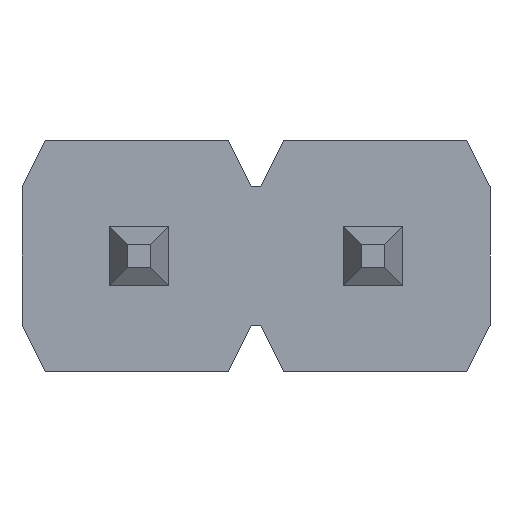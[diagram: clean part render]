
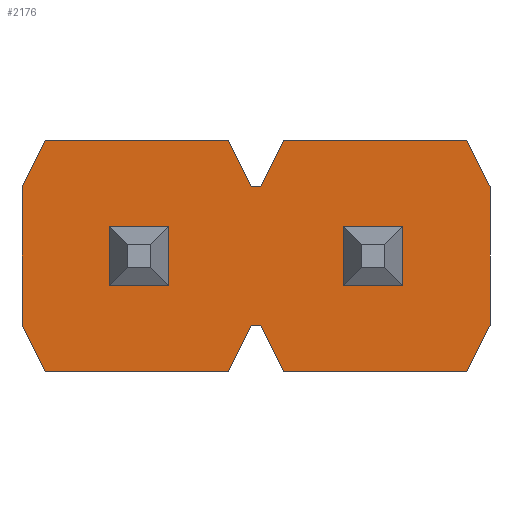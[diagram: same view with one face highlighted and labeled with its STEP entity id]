
A CAD part, front view. The second image highlights one B-rep face of the part: STEP entity #2176.
In plain terms, the highlighted planar face has unit normal (0, -1, 0).
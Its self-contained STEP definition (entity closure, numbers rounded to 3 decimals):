
#609=DIRECTION('',(1.,0.,0.));
#610=VECTOR('',#609,0.65);
#611=CARTESIAN_POINT('',(0.945,-1.,-0.325));
#612=LINE('',#611,#610);
#613=DIRECTION('',(0.,0.,1.));
#614=VECTOR('',#613,0.65);
#615=CARTESIAN_POINT('',(1.595,-1.,-0.325));
#616=LINE('',#615,#614);
#617=DIRECTION('',(1.,0.,0.));
#618=VECTOR('',#617,0.65);
#619=CARTESIAN_POINT('',(0.945,-1.,0.325));
#620=LINE('',#619,#618);
#621=DIRECTION('',(0.,0.,1.));
#622=VECTOR('',#621,0.65);
#623=CARTESIAN_POINT('',(0.945,-1.,-0.325));
#624=LINE('',#623,#622);
#625=DIRECTION('',(1.,0.,0.));
#626=VECTOR('',#625,0.65);
#627=CARTESIAN_POINT('',(-1.595,-1.,-0.325));
#628=LINE('',#627,#626);
#629=DIRECTION('',(0.,0.,1.));
#630=VECTOR('',#629,0.65);
#631=CARTESIAN_POINT('',(-0.945,-1.,-0.325));
#632=LINE('',#631,#630);
#633=DIRECTION('',(1.,0.,0.));
#634=VECTOR('',#633,0.65);
#635=CARTESIAN_POINT('',(-1.595,-1.,0.325));
#636=LINE('',#635,#634);
#637=DIRECTION('',(0.,0.,1.));
#638=VECTOR('',#637,0.65);
#639=CARTESIAN_POINT('',(-1.595,-1.,-0.325));
#640=LINE('',#639,#638);
#641=DIRECTION('',(0.447,0.,0.894));
#642=VECTOR('',#641,0.559);
#643=CARTESIAN_POINT('',(-0.3,-1.,-1.25));
#644=LINE('',#643,#642);
#645=DIRECTION('',(1.,0.,0.));
#646=VECTOR('',#645,1.99);
#647=CARTESIAN_POINT('',(-2.29,-1.,-1.25));
#648=LINE('',#647,#646);
#649=DIRECTION('',(0.447,0.,-0.894));
#650=VECTOR('',#649,0.559);
#651=CARTESIAN_POINT('',(-2.54,-1.,-0.75));
#652=LINE('',#651,#650);
#653=DIRECTION('',(0.,0.,-1.));
#654=VECTOR('',#653,1.5);
#655=CARTESIAN_POINT('',(-2.54,-1.,0.75));
#656=LINE('',#655,#654);
#657=DIRECTION('',(-0.447,0.,-0.894));
#658=VECTOR('',#657,0.559);
#659=CARTESIAN_POINT('',(-2.29,-1.,1.25));
#660=LINE('',#659,#658);
#661=DIRECTION('',(-1.,0.,0.));
#662=VECTOR('',#661,1.99);
#663=CARTESIAN_POINT('',(-0.3,-1.,1.25));
#664=LINE('',#663,#662);
#665=DIRECTION('',(-0.447,0.,0.894));
#666=VECTOR('',#665,0.559);
#667=CARTESIAN_POINT('',(-0.05,-1.,0.75));
#668=LINE('',#667,#666);
#669=DIRECTION('',(-1.,0.,0.));
#670=VECTOR('',#669,0.1);
#671=CARTESIAN_POINT('',(0.05,-1.,0.75));
#672=LINE('',#671,#670);
#673=DIRECTION('',(-0.447,0.,-0.894));
#674=VECTOR('',#673,0.559);
#675=CARTESIAN_POINT('',(0.3,-1.,1.25));
#676=LINE('',#675,#674);
#677=DIRECTION('',(-1.,0.,0.));
#678=VECTOR('',#677,1.99);
#679=CARTESIAN_POINT('',(2.29,-1.,1.25));
#680=LINE('',#679,#678);
#681=DIRECTION('',(-0.447,0.,0.894));
#682=VECTOR('',#681,0.559);
#683=CARTESIAN_POINT('',(2.54,-1.,0.75));
#684=LINE('',#683,#682);
#685=DIRECTION('',(0.,0.,1.));
#686=VECTOR('',#685,1.5);
#687=CARTESIAN_POINT('',(2.54,-1.,-0.75));
#688=LINE('',#687,#686);
#689=DIRECTION('',(0.447,0.,0.894));
#690=VECTOR('',#689,0.559);
#691=CARTESIAN_POINT('',(2.29,-1.,-1.25));
#692=LINE('',#691,#690);
#693=DIRECTION('',(1.,0.,0.));
#694=VECTOR('',#693,1.99);
#695=CARTESIAN_POINT('',(0.3,-1.,-1.25));
#696=LINE('',#695,#694);
#697=DIRECTION('',(0.447,0.,-0.894));
#698=VECTOR('',#697,0.559);
#699=CARTESIAN_POINT('',(0.05,-1.,-0.75));
#700=LINE('',#699,#698);
#701=DIRECTION('',(1.,0.,0.));
#702=VECTOR('',#701,0.1);
#703=CARTESIAN_POINT('',(-0.05,-1.,-0.75));
#704=LINE('',#703,#702);
#913=CARTESIAN_POINT('',(-2.54,-1.,0.75));
#914=CARTESIAN_POINT('',(-2.54,-1.,-0.75));
#915=VERTEX_POINT('',#913);
#916=VERTEX_POINT('',#914);
#917=CARTESIAN_POINT('',(-2.29,-1.,-1.25));
#918=VERTEX_POINT('',#917);
#919=CARTESIAN_POINT('',(2.29,-1.,-1.25));
#920=CARTESIAN_POINT('',(2.54,-1.,-0.75));
#921=VERTEX_POINT('',#919);
#922=VERTEX_POINT('',#920);
#923=CARTESIAN_POINT('',(2.54,-1.,0.75));
#924=VERTEX_POINT('',#923);
#925=CARTESIAN_POINT('',(2.29,-1.,1.25));
#926=VERTEX_POINT('',#925);
#927=CARTESIAN_POINT('',(-2.29,-1.,1.25));
#928=VERTEX_POINT('',#927);
#937=CARTESIAN_POINT('',(-0.3,-1.,-1.25));
#938=CARTESIAN_POINT('',(-0.05,-1.,-0.75));
#939=VERTEX_POINT('',#937);
#940=VERTEX_POINT('',#938);
#941=CARTESIAN_POINT('',(0.05,-1.,-0.75));
#942=VERTEX_POINT('',#941);
#943=CARTESIAN_POINT('',(0.3,-1.,-1.25));
#944=VERTEX_POINT('',#943);
#949=CARTESIAN_POINT('',(0.3,-1.,1.25));
#950=VERTEX_POINT('',#949);
#951=CARTESIAN_POINT('',(-0.3,-1.,1.25));
#952=VERTEX_POINT('',#951);
#977=CARTESIAN_POINT('',(0.945,-1.,-0.325));
#978=CARTESIAN_POINT('',(1.595,-1.,-0.325));
#979=VERTEX_POINT('',#977);
#980=VERTEX_POINT('',#978);
#981=CARTESIAN_POINT('',(0.945,-1.,0.325));
#982=CARTESIAN_POINT('',(1.595,-1.,0.325));
#983=VERTEX_POINT('',#981);
#984=VERTEX_POINT('',#982);
#1037=CARTESIAN_POINT('',(0.05,-1.,0.75));
#1038=VERTEX_POINT('',#1037);
#1039=CARTESIAN_POINT('',(-0.05,-1.,0.75));
#1040=VERTEX_POINT('',#1039);
#1145=CARTESIAN_POINT('',(-1.595,-1.,-0.325));
#1146=CARTESIAN_POINT('',(-0.945,-1.,-0.325));
#1147=VERTEX_POINT('',#1145);
#1148=VERTEX_POINT('',#1146);
#1149=CARTESIAN_POINT('',(-1.595,-1.,0.325));
#1150=CARTESIAN_POINT('',(-0.945,-1.,0.325));
#1151=VERTEX_POINT('',#1149);
#1152=VERTEX_POINT('',#1150);
#2121=CARTESIAN_POINT('',(0.,-1.,0.));
#2122=DIRECTION('',(0.,-1.,0.));
#2123=DIRECTION('',(1.,0.,0.));
#2124=AXIS2_PLACEMENT_3D('',#2121,#2122,#2123);
#2125=PLANE('',#2124);
#2127=ORIENTED_EDGE('',*,*,#2126,.F.);
#2129=ORIENTED_EDGE('',*,*,#2128,.F.);
#2131=ORIENTED_EDGE('',*,*,#2130,.F.);
#2133=ORIENTED_EDGE('',*,*,#2132,.F.);
#2135=ORIENTED_EDGE('',*,*,#2134,.F.);
#2137=ORIENTED_EDGE('',*,*,#2136,.F.);
#2139=ORIENTED_EDGE('',*,*,#2138,.F.);
#2141=ORIENTED_EDGE('',*,*,#2140,.F.);
#2143=ORIENTED_EDGE('',*,*,#2142,.F.);
#2145=ORIENTED_EDGE('',*,*,#2144,.F.);
#2147=ORIENTED_EDGE('',*,*,#2146,.F.);
#2149=ORIENTED_EDGE('',*,*,#2148,.F.);
#2151=ORIENTED_EDGE('',*,*,#2150,.F.);
#2153=ORIENTED_EDGE('',*,*,#2152,.F.);
#2155=ORIENTED_EDGE('',*,*,#2154,.F.);
#2157=ORIENTED_EDGE('',*,*,#2156,.F.);
#2158=EDGE_LOOP('',(#2127,#2129,#2131,#2133,#2135,#2137,#2139,#2141,#2143,#2145,
#2147,#2149,#2151,#2153,#2155,#2157));
#2159=FACE_OUTER_BOUND('',#2158,.F.);
#2161=ORIENTED_EDGE('',*,*,#2160,.T.);
#2163=ORIENTED_EDGE('',*,*,#2162,.T.);
#2165=ORIENTED_EDGE('',*,*,#2164,.F.);
#2167=ORIENTED_EDGE('',*,*,#2166,.F.);
#2168=EDGE_LOOP('',(#2161,#2163,#2165,#2167));
#2169=FACE_BOUND('',#2168,.F.);
#2170=ORIENTED_EDGE('',*,*,#1893,.T.);
#2171=ORIENTED_EDGE('',*,*,#1952,.T.);
#2172=ORIENTED_EDGE('',*,*,#1981,.F.);
#2173=ORIENTED_EDGE('',*,*,#2047,.F.);
#2174=EDGE_LOOP('',(#2170,#2171,#2172,#2173));
#2175=FACE_BOUND('',#2174,.F.);
#2176=ADVANCED_FACE('',(#2159,#2169,#2175),#2125,.T.);
#1893=EDGE_CURVE('',#979,#980,#612,.T.);
#1952=EDGE_CURVE('',#980,#984,#616,.T.);
#1981=EDGE_CURVE('',#983,#984,#620,.T.);
#2047=EDGE_CURVE('',#979,#983,#624,.T.);
#2126=EDGE_CURVE('',#939,#940,#644,.T.);
#2128=EDGE_CURVE('',#918,#939,#648,.T.);
#2130=EDGE_CURVE('',#916,#918,#652,.T.);
#2132=EDGE_CURVE('',#915,#916,#656,.T.);
#2134=EDGE_CURVE('',#928,#915,#660,.T.);
#2136=EDGE_CURVE('',#952,#928,#664,.T.);
#2138=EDGE_CURVE('',#1040,#952,#668,.T.);
#2140=EDGE_CURVE('',#1038,#1040,#672,.T.);
#2142=EDGE_CURVE('',#950,#1038,#676,.T.);
#2144=EDGE_CURVE('',#926,#950,#680,.T.);
#2146=EDGE_CURVE('',#924,#926,#684,.T.);
#2148=EDGE_CURVE('',#922,#924,#688,.T.);
#2150=EDGE_CURVE('',#921,#922,#692,.T.);
#2152=EDGE_CURVE('',#944,#921,#696,.T.);
#2154=EDGE_CURVE('',#942,#944,#700,.T.);
#2156=EDGE_CURVE('',#940,#942,#704,.T.);
#2160=EDGE_CURVE('',#1147,#1148,#628,.T.);
#2162=EDGE_CURVE('',#1148,#1152,#632,.T.);
#2164=EDGE_CURVE('',#1151,#1152,#636,.T.);
#2166=EDGE_CURVE('',#1147,#1151,#640,.T.);
